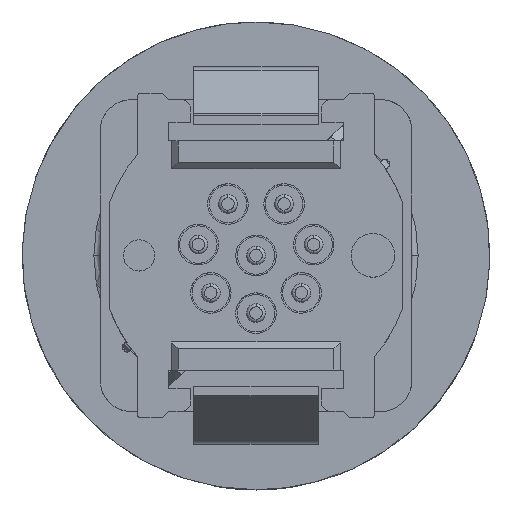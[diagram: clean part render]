
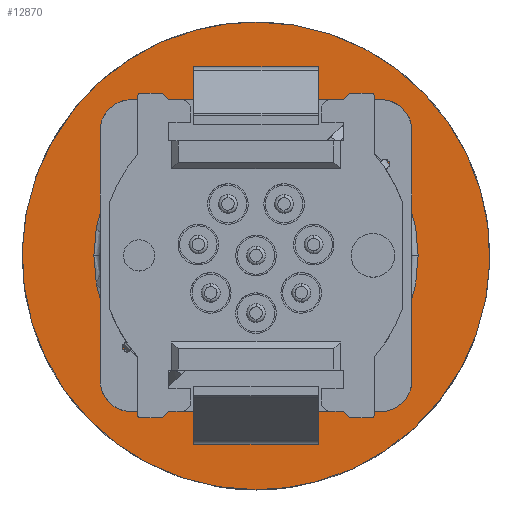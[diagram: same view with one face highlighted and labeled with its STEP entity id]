
A CAD part, top view. The second image highlights one B-rep face of the part: STEP entity #12870.
In plain terms, the highlighted planar face has unit normal (0, 0, 1).
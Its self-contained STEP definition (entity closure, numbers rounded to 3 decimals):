
#12744=AXIS2_PLACEMENT_3D('Circle Axis2P3D',#12742,#12743,$) ;
#12753=AXIS2_PLACEMENT_3D('Circle Axis2P3D',#12751,#12752,$) ;
#12785=AXIS2_PLACEMENT_3D('Circle Axis2P3D',#12783,#12784,$) ;
#12792=AXIS2_PLACEMENT_3D('Circle Axis2P3D',#12790,#12791,$) ;
#12808=AXIS2_PLACEMENT_3D('Plane Axis2P3D',#12805,#12806,#12807) ;
#12742=CARTESIAN_POINT('Axis2P3D Location',(7.496,7.5,9.)) ;
#12746=CARTESIAN_POINT('Vertex',(7.496,2.3,9.)) ;
#12748=CARTESIAN_POINT('Vertex',(2.296,7.5,9.)) ;
#12751=CARTESIAN_POINT('Axis2P3D Location',(7.496,7.5,9.)) ;
#12755=CARTESIAN_POINT('Vertex',(12.696,7.5,9.)) ;
#12783=CARTESIAN_POINT('Axis2P3D Location',(7.496,7.5,9.)) ;
#12787=CARTESIAN_POINT('Vertex',(7.496,12.7,9.)) ;
#12790=CARTESIAN_POINT('Axis2P3D Location',(7.496,7.5,9.)) ;
#12805=CARTESIAN_POINT('Axis2P3D Location',(7.496,13.85,9.)) ;
#12811=CARTESIAN_POINT('Control Point',(7.496,0.,9.)) ;
#12812=CARTESIAN_POINT('Control Point',(6.691,0.,9.)) ;
#12813=CARTESIAN_POINT('Control Point',(5.886,0.108,9.)) ;
#12814=CARTESIAN_POINT('Control Point',(5.1,0.324,9.)) ;
#12815=CARTESIAN_POINT('Control Point',(3.606,0.962,9.)) ;
#12816=CARTESIAN_POINT('Control Point',(2.333,1.97,9.)) ;
#12817=CARTESIAN_POINT('Control Point',(1.768,2.558,9.)) ;
#12818=CARTESIAN_POINT('Control Point',(0.81,3.869,9.)) ;
#12819=CARTESIAN_POINT('Control Point',(0.231,5.387,9.)) ;
#12820=CARTESIAN_POINT('Control Point',(0.046,6.181,9.)) ;
#12821=CARTESIAN_POINT('Control Point',(-0.107,7.798,9.)) ;
#12822=CARTESIAN_POINT('Control Point',(0.172,9.398,9.)) ;
#12823=CARTESIAN_POINT('Control Point',(0.419,10.175,9.)) ;
#12824=CARTESIAN_POINT('Control Point',(1.114,11.643,9.)) ;
#12825=CARTESIAN_POINT('Control Point',(2.172,12.875,9.)) ;
#12826=CARTESIAN_POINT('Control Point',(2.781,13.417,9.)) ;
#12827=CARTESIAN_POINT('Control Point',(4.031,14.257,9.)) ;
#12828=CARTESIAN_POINT('Control Point',(5.445,14.764,9.)) ;
#12829=CARTESIAN_POINT('Control Point',(6.121,14.921,9.)) ;
#12830=CARTESIAN_POINT('Control Point',(6.808,15.,9.)) ;
#12831=CARTESIAN_POINT('Control Point',(7.496,15.,9.)) ;
#12832=CARTESIAN_POINT('Vertex',(7.496,0.,9.)) ;
#12834=CARTESIAN_POINT('Vertex',(7.496,15.,9.)) ;
#12838=CARTESIAN_POINT('Control Point',(7.496,15.,9.)) ;
#12839=CARTESIAN_POINT('Control Point',(8.301,15.,9.)) ;
#12840=CARTESIAN_POINT('Control Point',(9.106,14.892,9.)) ;
#12841=CARTESIAN_POINT('Control Point',(9.891,14.676,9.)) ;
#12842=CARTESIAN_POINT('Control Point',(11.385,14.038,9.)) ;
#12843=CARTESIAN_POINT('Control Point',(12.658,13.03,9.)) ;
#12844=CARTESIAN_POINT('Control Point',(13.223,12.442,9.)) ;
#12845=CARTESIAN_POINT('Control Point',(14.181,11.131,9.)) ;
#12846=CARTESIAN_POINT('Control Point',(14.76,9.613,9.)) ;
#12847=CARTESIAN_POINT('Control Point',(14.945,8.819,9.)) ;
#12848=CARTESIAN_POINT('Control Point',(15.098,7.202,9.)) ;
#12849=CARTESIAN_POINT('Control Point',(14.819,5.602,9.)) ;
#12850=CARTESIAN_POINT('Control Point',(14.572,4.825,9.)) ;
#12851=CARTESIAN_POINT('Control Point',(13.877,3.357,9.)) ;
#12852=CARTESIAN_POINT('Control Point',(12.819,2.125,9.)) ;
#12853=CARTESIAN_POINT('Control Point',(12.21,1.583,9.)) ;
#12854=CARTESIAN_POINT('Control Point',(10.96,0.743,9.)) ;
#12855=CARTESIAN_POINT('Control Point',(9.546,0.236,9.)) ;
#12856=CARTESIAN_POINT('Control Point',(8.871,0.079,9.)) ;
#12857=CARTESIAN_POINT('Control Point',(8.183,0.,9.)) ;
#12858=CARTESIAN_POINT('Control Point',(7.496,0.,9.)) ;
#12743=DIRECTION('Axis2P3D Direction',(0.,0.,-1.)) ;
#12752=DIRECTION('Axis2P3D Direction',(0.,0.,-1.)) ;
#12784=DIRECTION('Axis2P3D Direction',(0.,0.,-1.)) ;
#12791=DIRECTION('Axis2P3D Direction',(0.,0.,-1.)) ;
#12806=DIRECTION('Axis2P3D Direction',(0.,0.,1.)) ;
#12807=DIRECTION('Axis2P3D XDirection',(-1.,0.,0.)) ;
#12861=ORIENTED_EDGE('',*,*,#12836,.F.) ;
#12862=ORIENTED_EDGE('',*,*,#12859,.F.) ;
#12865=ORIENTED_EDGE('',*,*,#12789,.T.) ;
#12866=ORIENTED_EDGE('',*,*,#12757,.T.) ;
#12867=ORIENTED_EDGE('',*,*,#12750,.T.) ;
#12868=ORIENTED_EDGE('',*,*,#12794,.T.) ;
#12869=FACE_BOUND('',#12864,.T.) ;
#12870=ADVANCED_FACE('V1',(#12863,#12869),#12809,.T.) ;
#12810=B_SPLINE_CURVE_WITH_KNOTS('',5,(#12811,#12812,#12813,#12814,#12815,#12816,#12817,#12818,#12819,#12820,#12821,#12822,#12823,#12824,#12825,#12826,#12827,#12828,#12829,#12830,#12831),.UNSPECIFIED.,.F.,.U.,(6,3,3,3,3,3,6),(0.,5.692,11.384,17.076,22.768,28.46,33.321),.UNSPECIFIED.) ;
#12837=B_SPLINE_CURVE_WITH_KNOTS('',5,(#12838,#12839,#12840,#12841,#12842,#12843,#12844,#12845,#12846,#12847,#12848,#12849,#12850,#12851,#12852,#12853,#12854,#12855,#12856,#12857,#12858),.UNSPECIFIED.,.F.,.U.,(6,3,3,3,3,3,6),(0.,5.692,11.384,17.076,22.768,28.46,33.321),.UNSPECIFIED.) ;
#12745=CIRCLE('generated circle',#12744,5.2) ;
#12754=CIRCLE('generated circle',#12753,5.2) ;
#12786=CIRCLE('generated circle',#12785,5.2) ;
#12793=CIRCLE('generated circle',#12792,5.2) ;
#12750=EDGE_CURVE('',#12747,#12749,#12745,.T.) ;
#12757=EDGE_CURVE('',#12756,#12747,#12754,.T.) ;
#12789=EDGE_CURVE('',#12788,#12756,#12786,.T.) ;
#12794=EDGE_CURVE('',#12749,#12788,#12793,.T.) ;
#12836=EDGE_CURVE('',#12833,#12835,#12810,.T.) ;
#12859=EDGE_CURVE('',#12835,#12833,#12837,.T.) ;
#12860=EDGE_LOOP('',(#12861,#12862)) ;
#12864=EDGE_LOOP('',(#12865,#12866,#12867,#12868)) ;
#12863=FACE_OUTER_BOUND('',#12860,.T.) ;
#12809=PLANE('',#12808) ;
#12747=VERTEX_POINT('',#12746) ;
#12749=VERTEX_POINT('',#12748) ;
#12756=VERTEX_POINT('',#12755) ;
#12788=VERTEX_POINT('',#12787) ;
#12833=VERTEX_POINT('',#12832) ;
#12835=VERTEX_POINT('',#12834) ;
